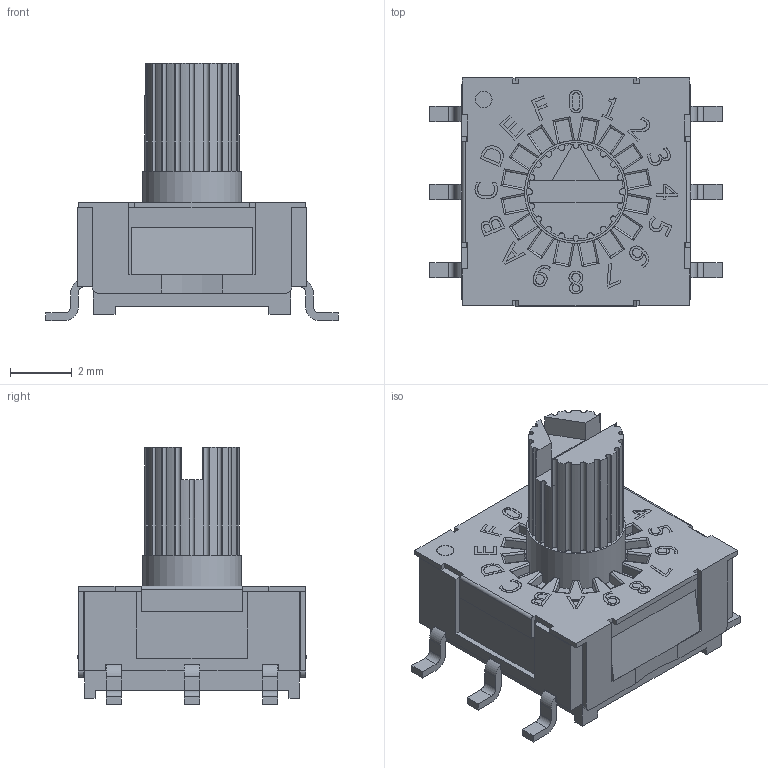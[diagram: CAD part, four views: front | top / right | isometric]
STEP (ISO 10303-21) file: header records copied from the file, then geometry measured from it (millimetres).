
FILE_DESCRIPTION(/* description */ (''),/* implementation_level */ '2;1');
FILE_NAME(/* name */ 'RDMBx16S1x.stp',/* time_stamp */ '2025-06-03T10:30:48-05:00',/* author */ ('mroman'),/* organization */ (''),/* preprocessor_version */ 'ST-DEVELOPER v18.1',/* originating_system */ 'Autodesk Inventor 2022',/* authorisation */ '');
FILE_SCHEMA (('AUTOMOTIVE_DESIGN { 1 0 10303 214 3 1 1 }'));
Length unit declared in the file: centimetre
Products named in the file (1): RDMBx16S1x
Bounding box: 9.5 x 7.44 x 8.35 mm (x, y, z)
Volume: 166.4 mm3; surface area: 491.3 mm2
Topology: 1 solids, 5 shells, 814 faces, 2315 edges, 1522 vertices
Faces by surface type: plane 494, cylinder 169, bspline 151
Full cylindrical faces by diameter (mm): 0.5 x4, 0.55 x1, 3.2 x1, 3.34 x1, 6.2 x1, 6.3 x1
Entity records: 27448 total; most frequent: CARTESIAN_POINT 7063, ORIENTED_EDGE 4630, DIRECTION 3589, EDGE_CURVE 2315, LINE 1637, VECTOR 1637, VERTEX_POINT 1522, AXIS2_PLACEMENT_3D 976
